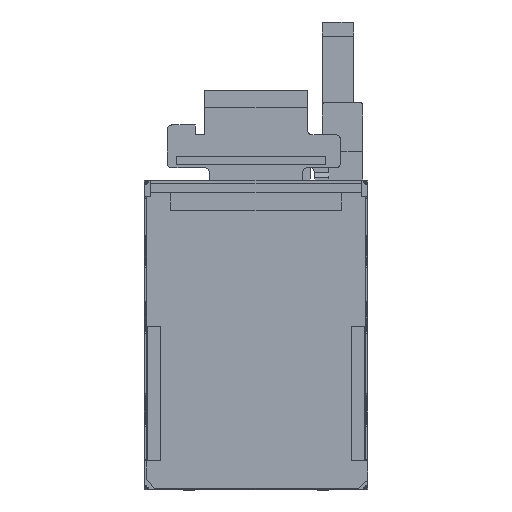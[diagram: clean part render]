
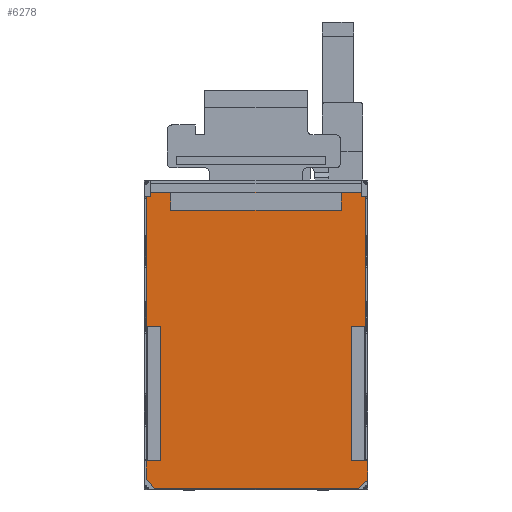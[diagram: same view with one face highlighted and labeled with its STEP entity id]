
A CAD part, front view. The second image highlights one B-rep face of the part: STEP entity #6278.
In plain terms, the highlighted planar face has unit normal (0, -1, 0).
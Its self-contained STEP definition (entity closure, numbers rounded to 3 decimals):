
#23=DIRECTION('',(0.,0.,1.));
#24=VECTOR('',#23,30.);
#25=CARTESIAN_POINT('',(24.3,0.2,-25.5));
#26=LINE('',#25,#24);
#30=DIRECTION('',(-1.,0.,0.));
#31=VECTOR('',#30,3.);
#32=CARTESIAN_POINT('',(24.3,0.2,4.5));
#33=LINE('',#32,#31);
#37=DIRECTION('',(0.,0.,-1.));
#38=VECTOR('',#37,30.);
#39=CARTESIAN_POINT('',(21.3,0.2,4.5));
#40=LINE('',#39,#38);
#44=DIRECTION('',(1.,0.,0.));
#45=VECTOR('',#44,3.);
#46=CARTESIAN_POINT('',(21.3,0.2,-25.5));
#47=LINE('',#46,#45);
#51=DIRECTION('',(0.,0.,1.));
#52=VECTOR('',#51,30.);
#53=CARTESIAN_POINT('',(-21.3,0.2,-25.5));
#54=LINE('',#53,#52);
#58=DIRECTION('',(-1.,0.,0.));
#59=VECTOR('',#58,3.);
#60=CARTESIAN_POINT('',(-21.3,0.2,4.5));
#61=LINE('',#60,#59);
#65=DIRECTION('',(0.,0.,-1.));
#66=VECTOR('',#65,30.);
#67=CARTESIAN_POINT('',(-24.3,0.2,4.5));
#68=LINE('',#67,#66);
#72=DIRECTION('',(1.,0.,0.));
#73=VECTOR('',#72,3.);
#74=CARTESIAN_POINT('',(-24.3,0.2,-25.5));
#75=LINE('',#74,#73);
#79=DIRECTION('',(0.,0.,1.));
#80=VECTOR('',#79,4.);
#81=CARTESIAN_POINT('',(19.,0.2,30.4));
#82=LINE('',#81,#80);
#86=DIRECTION('',(-1.,0.,0.));
#87=VECTOR('',#86,38.);
#88=CARTESIAN_POINT('',(19.,0.2,34.4));
#89=LINE('',#88,#87);
#93=DIRECTION('',(0.,0.,-1.));
#94=VECTOR('',#93,4.);
#95=CARTESIAN_POINT('',(-19.,0.2,34.4));
#96=LINE('',#95,#94);
#100=DIRECTION('',(1.,0.,0.));
#101=VECTOR('',#100,38.);
#102=CARTESIAN_POINT('',(-19.,0.2,30.4));
#103=LINE('',#102,#101);
#128=DIRECTION('',(1.,0.,0.));
#129=VECTOR('',#128,47.);
#130=CARTESIAN_POINT('',(-23.5,0.2,34.5));
#131=LINE('',#130,#129);
#135=DIRECTION('',(1.,0.,0.));
#136=VECTOR('',#135,0.1);
#137=CARTESIAN_POINT('',(23.5,0.2,34.5));
#138=LINE('',#137,#136);
#142=DIRECTION('',(0.,0.,-1.));
#143=VECTOR('',#142,1.02);
#144=CARTESIAN_POINT('',(23.6,0.2,34.5));
#145=LINE('',#144,#143);
#149=DIRECTION('',(1.,0.,0.));
#150=VECTOR('',#149,0.8);
#151=CARTESIAN_POINT('',(23.6,0.2,33.48));
#152=LINE('',#151,#150);
#156=DIRECTION('',(-0.762,0.,-0.648));
#157=VECTOR('',#156,3.283);
#158=CARTESIAN_POINT('',(25.,0.2,-29.872));
#159=LINE('',#158,#157);
#163=DIRECTION('',(0.636,0.,-0.771));
#164=VECTOR('',#163,3.241);
#165=CARTESIAN_POINT('',(-24.563,0.2,-29.5));
#166=LINE('',#165,#164);
#170=DIRECTION('',(0.,0.,1.));
#171=VECTOR('',#170,4.);
#172=CARTESIAN_POINT('',(-24.563,0.2,-29.5));
#173=LINE('',#172,#171);
#177=DIRECTION('',(-1.,0.,0.));
#178=VECTOR('',#177,0.8);
#179=CARTESIAN_POINT('',(-23.6,0.2,33.48));
#180=LINE('',#179,#178);
#184=DIRECTION('',(0.,0.,1.));
#185=VECTOR('',#184,1.02);
#186=CARTESIAN_POINT('',(-23.6,0.2,33.48));
#187=LINE('',#186,#185);
#191=DIRECTION('',(1.,0.,0.));
#192=VECTOR('',#191,0.1);
#193=CARTESIAN_POINT('',(-23.6,0.2,34.5));
#194=LINE('',#193,#192);
#1044=DIRECTION('',(0.,0.,-1.));
#1045=VECTOR('',#1044,4.372);
#1046=CARTESIAN_POINT('',(25.,0.2,-25.5));
#1047=LINE('',#1046,#1045);
#1529=DIRECTION('',(-1.,0.,0.));
#1530=VECTOR('',#1529,45.);
#1531=CARTESIAN_POINT('',(22.5,0.2,-31.75));
#1532=LINE('',#1531,#1530);
#1648=DIRECTION('',(0.,0.,1.));
#1649=VECTOR('',#1648,0.25);
#1650=CARTESIAN_POINT('',(22.5,0.2,-32.));
#1651=LINE('',#1650,#1649);
#1817=DIRECTION('',(0.,0.,1.));
#1818=VECTOR('',#1817,58.98);
#1819=CARTESIAN_POINT('',(24.4,0.2,-25.5));
#1820=LINE('',#1819,#1818);
#3877=DIRECTION('',(0.,0.,1.));
#3878=VECTOR('',#3877,58.98);
#3879=CARTESIAN_POINT('',(-24.4,0.2,-25.5));
#3880=LINE('',#3879,#3878);
#4667=DIRECTION('',(-1.,0.,0.));
#4668=VECTOR('',#4667,0.163);
#4669=CARTESIAN_POINT('',(-24.4,0.2,-25.5));
#4670=LINE('',#4669,#4668);
#4709=DIRECTION('',(0.,0.,-1.));
#4710=VECTOR('',#4709,0.25);
#4711=CARTESIAN_POINT('',(-22.5,0.2,-31.75));
#4712=LINE('',#4711,#4710);
#5154=DIRECTION('',(1.,0.,0.));
#5155=VECTOR('',#5154,0.6);
#5156=CARTESIAN_POINT('',(24.4,0.2,-25.5));
#5157=LINE('',#5156,#5155);
#5748=CARTESIAN_POINT('',(23.6,0.2,34.5));
#5749=CARTESIAN_POINT('',(23.6,0.2,33.48));
#5750=VERTEX_POINT('',#5748);
#5751=VERTEX_POINT('',#5749);
#5752=CARTESIAN_POINT('',(-23.6,0.2,33.48));
#5753=CARTESIAN_POINT('',(-23.6,0.2,34.5));
#5754=VERTEX_POINT('',#5752);
#5755=VERTEX_POINT('',#5753);
#5764=CARTESIAN_POINT('',(25.,0.2,-25.5));
#5765=CARTESIAN_POINT('',(25.,0.2,-29.872));
#5766=VERTEX_POINT('',#5764);
#5767=VERTEX_POINT('',#5765);
#5770=CARTESIAN_POINT('',(22.5,0.2,-32.));
#5771=CARTESIAN_POINT('',(22.5,0.2,-31.75));
#5772=VERTEX_POINT('',#5770);
#5773=VERTEX_POINT('',#5771);
#5774=CARTESIAN_POINT('',(-22.5,0.2,-31.75));
#5775=VERTEX_POINT('',#5774);
#5776=CARTESIAN_POINT('',(-22.5,0.2,-32.));
#5777=VERTEX_POINT('',#5776);
#5778=CARTESIAN_POINT('',(-24.4,0.2,-25.5));
#5779=CARTESIAN_POINT('',(-24.4,0.2,33.48));
#5780=VERTEX_POINT('',#5778);
#5781=VERTEX_POINT('',#5779);
#5782=CARTESIAN_POINT('',(-24.563,0.2,-25.5));
#5783=VERTEX_POINT('',#5782);
#5786=CARTESIAN_POINT('',(24.4,0.2,-25.5));
#5787=CARTESIAN_POINT('',(24.4,0.2,33.48));
#5788=VERTEX_POINT('',#5786);
#5789=VERTEX_POINT('',#5787);
#5790=CARTESIAN_POINT('',(-24.563,0.2,-29.5));
#5791=VERTEX_POINT('',#5790);
#5834=CARTESIAN_POINT('',(24.3,0.2,-25.5));
#5835=CARTESIAN_POINT('',(24.3,0.2,4.5));
#5836=VERTEX_POINT('',#5834);
#5837=VERTEX_POINT('',#5835);
#5838=CARTESIAN_POINT('',(21.3,0.2,4.5));
#5839=VERTEX_POINT('',#5838);
#5840=CARTESIAN_POINT('',(21.3,0.2,-25.5));
#5841=VERTEX_POINT('',#5840);
#5842=CARTESIAN_POINT('',(-21.3,0.2,-25.5));
#5843=CARTESIAN_POINT('',(-21.3,0.2,4.5));
#5844=VERTEX_POINT('',#5842);
#5845=VERTEX_POINT('',#5843);
#5846=CARTESIAN_POINT('',(-24.3,0.2,4.5));
#5847=VERTEX_POINT('',#5846);
#5848=CARTESIAN_POINT('',(-24.3,0.2,-25.5));
#5849=VERTEX_POINT('',#5848);
#5850=CARTESIAN_POINT('',(19.,0.2,30.4));
#5851=CARTESIAN_POINT('',(19.,0.2,34.4));
#5852=VERTEX_POINT('',#5850);
#5853=VERTEX_POINT('',#5851);
#5854=CARTESIAN_POINT('',(-19.,0.2,34.4));
#5855=VERTEX_POINT('',#5854);
#5856=CARTESIAN_POINT('',(-19.,0.2,30.4));
#5857=VERTEX_POINT('',#5856);
#5974=CARTESIAN_POINT('',(-23.5,0.2,34.5));
#5975=CARTESIAN_POINT('',(23.5,0.2,34.5));
#5976=VERTEX_POINT('',#5974);
#5977=VERTEX_POINT('',#5975);
#6206=CARTESIAN_POINT('',(0.,0.2,0.));
#6207=DIRECTION('',(0.,-1.,0.));
#6208=DIRECTION('',(-1.,0.,0.));
#6209=AXIS2_PLACEMENT_3D('',#6206,#6207,#6208);
#6210=PLANE('',#6209);
#6212=ORIENTED_EDGE('',*,*,#6211,.T.);
#6214=ORIENTED_EDGE('',*,*,#6213,.T.);
#6216=ORIENTED_EDGE('',*,*,#6215,.T.);
#6218=ORIENTED_EDGE('',*,*,#6217,.T.);
#6220=ORIENTED_EDGE('',*,*,#6219,.F.);
#6222=ORIENTED_EDGE('',*,*,#6221,.T.);
#6224=ORIENTED_EDGE('',*,*,#6223,.T.);
#6226=ORIENTED_EDGE('',*,*,#6225,.T.);
#6228=ORIENTED_EDGE('',*,*,#6227,.T.);
#6230=ORIENTED_EDGE('',*,*,#6229,.T.);
#6232=ORIENTED_EDGE('',*,*,#6231,.T.);
#6234=ORIENTED_EDGE('',*,*,#6233,.F.);
#6236=ORIENTED_EDGE('',*,*,#6235,.T.);
#6238=ORIENTED_EDGE('',*,*,#6237,.F.);
#6240=ORIENTED_EDGE('',*,*,#6239,.T.);
#6242=ORIENTED_EDGE('',*,*,#6241,.F.);
#6244=ORIENTED_EDGE('',*,*,#6243,.T.);
#6246=ORIENTED_EDGE('',*,*,#6245,.T.);
#6247=EDGE_LOOP('',(#6212,#6214,#6216,#6218,#6220,#6222,#6224,#6226,#6228,#6230,
#6232,#6234,#6236,#6238,#6240,#6242,#6244,#6246));
#6248=FACE_OUTER_BOUND('',#6247,.F.);
#6250=ORIENTED_EDGE('',*,*,#6249,.T.);
#6252=ORIENTED_EDGE('',*,*,#6251,.T.);
#6254=ORIENTED_EDGE('',*,*,#6253,.T.);
#6256=ORIENTED_EDGE('',*,*,#6255,.T.);
#6257=EDGE_LOOP('',(#6250,#6252,#6254,#6256));
#6258=FACE_BOUND('',#6257,.F.);
#6260=ORIENTED_EDGE('',*,*,#6259,.T.);
#6262=ORIENTED_EDGE('',*,*,#6261,.T.);
#6264=ORIENTED_EDGE('',*,*,#6263,.T.);
#6266=ORIENTED_EDGE('',*,*,#6265,.T.);
#6267=EDGE_LOOP('',(#6260,#6262,#6264,#6266));
#6268=FACE_BOUND('',#6267,.F.);
#6269=ORIENTED_EDGE('',*,*,#6179,.T.);
#6271=ORIENTED_EDGE('',*,*,#6270,.T.);
#6273=ORIENTED_EDGE('',*,*,#6272,.T.);
#6275=ORIENTED_EDGE('',*,*,#6274,.T.);
#6276=EDGE_LOOP('',(#6269,#6271,#6273,#6275));
#6277=FACE_BOUND('',#6276,.F.);
#6179=EDGE_CURVE('',#5852,#5853,#82,.T.);
#6211=EDGE_CURVE('',#5976,#5977,#131,.T.);
#6213=EDGE_CURVE('',#5977,#5750,#138,.T.);
#6215=EDGE_CURVE('',#5750,#5751,#145,.T.);
#6217=EDGE_CURVE('',#5751,#5789,#152,.T.);
#6219=EDGE_CURVE('',#5788,#5789,#1820,.T.);
#6221=EDGE_CURVE('',#5788,#5766,#5157,.T.);
#6223=EDGE_CURVE('',#5766,#5767,#1047,.T.);
#6225=EDGE_CURVE('',#5767,#5772,#159,.T.);
#6227=EDGE_CURVE('',#5772,#5773,#1651,.T.);
#6229=EDGE_CURVE('',#5773,#5775,#1532,.T.);
#6231=EDGE_CURVE('',#5775,#5777,#4712,.T.);
#6233=EDGE_CURVE('',#5791,#5777,#166,.T.);
#6235=EDGE_CURVE('',#5791,#5783,#173,.T.);
#6237=EDGE_CURVE('',#5780,#5783,#4670,.T.);
#6239=EDGE_CURVE('',#5780,#5781,#3880,.T.);
#6241=EDGE_CURVE('',#5754,#5781,#180,.T.);
#6243=EDGE_CURVE('',#5754,#5755,#187,.T.);
#6245=EDGE_CURVE('',#5755,#5976,#194,.T.);
#6249=EDGE_CURVE('',#5836,#5837,#26,.T.);
#6251=EDGE_CURVE('',#5837,#5839,#33,.T.);
#6253=EDGE_CURVE('',#5839,#5841,#40,.T.);
#6255=EDGE_CURVE('',#5841,#5836,#47,.T.);
#6259=EDGE_CURVE('',#5844,#5845,#54,.T.);
#6261=EDGE_CURVE('',#5845,#5847,#61,.T.);
#6263=EDGE_CURVE('',#5847,#5849,#68,.T.);
#6265=EDGE_CURVE('',#5849,#5844,#75,.T.);
#6270=EDGE_CURVE('',#5853,#5855,#89,.T.);
#6272=EDGE_CURVE('',#5855,#5857,#96,.T.);
#6274=EDGE_CURVE('',#5857,#5852,#103,.T.);
#6278=ADVANCED_FACE('',(#6248,#6258,#6268,#6277),#6210,.T.);
